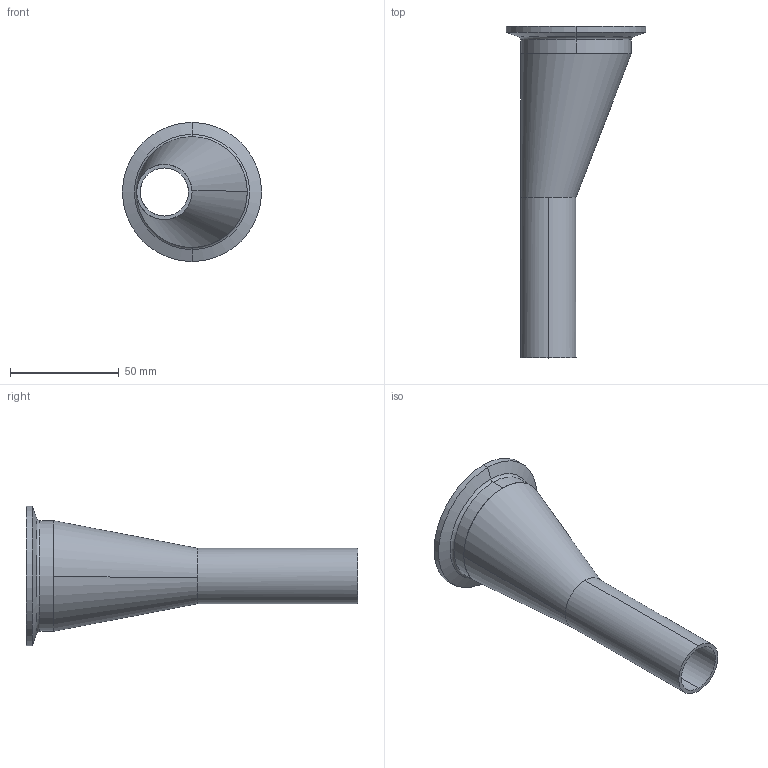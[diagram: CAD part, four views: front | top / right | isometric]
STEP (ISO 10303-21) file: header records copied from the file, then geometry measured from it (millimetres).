
FILE_DESCRIPTION (( 'STEP AP214' ), '1' );
FILE_NAME ('DT26E 50.8x25.4 B.STEP', '2014-03-19T01:17:53', ( '' ), ( '' ), 'SwSTEP 2.0', 'SolidWorks 2013', '' );
FILE_SCHEMA (( 'AUTOMOTIVE_DESIGN' ));
Length unit declared in the file: inch
Products named in the file (3): DT26E 50.8x25.4; 26E 50.8; DT26E 50.8x25.4 B
Assembly tree (2 placements, depth 2):
  DT26E 50.8x25.4 B
    DT26E 50.8x25.4
    26E 50.8
Bounding box: 63.91 x 152.4 x 63.91 mm (x, y, z)
Volume: 28898.1 mm3; surface area: 33692.7 mm2
Topology: 2 solids, 2 shells, 37 faces, 78 edges, 46 vertices
Faces by surface type: torus 12, cylinder 10, cone 6, plane 5, bspline 4
Entity records: 1646 total; most frequent: CARTESIAN_POINT 694, DIRECTION 208, ORIENTED_EDGE 156, AXIS2_PLACEMENT_3D 96, EDGE_CURVE 78, CIRCLE 58, VERTEX_POINT 46, EDGE_LOOP 42
